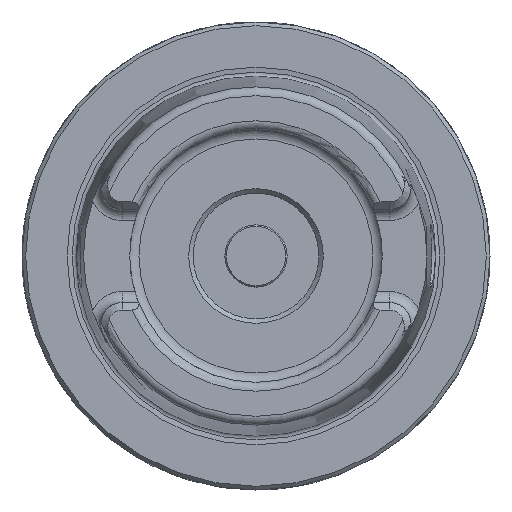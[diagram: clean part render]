
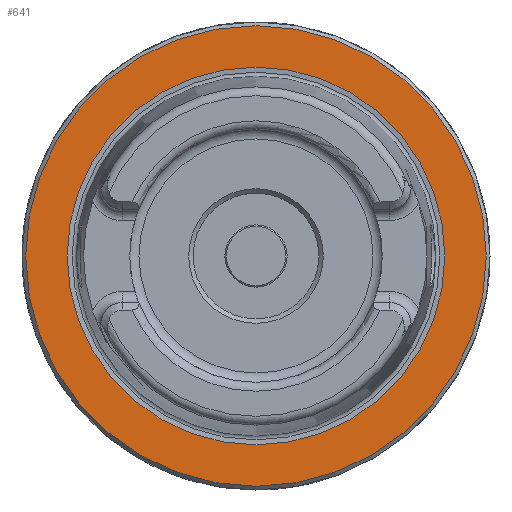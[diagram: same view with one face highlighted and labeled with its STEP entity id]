
A CAD part, left-side view. The second image highlights one B-rep face of the part: STEP entity #641.
In plain terms, the highlighted planar face has unit normal (-1, 0, 0).
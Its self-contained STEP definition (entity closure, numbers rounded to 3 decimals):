
#641 = ADVANCED_FACE( '', ( #1402, #1403 ), #1404, .T. );
#1402 = FACE_OUTER_BOUND( '', #2328, .T. );
#1403 = FACE_BOUND( '', #2329, .T. );
#1404 = PLANE( '', #2330 );
#2328 = EDGE_LOOP( '', ( #4131 ) );
#2329 = EDGE_LOOP( '', ( #4132 ) );
#2330 = AXIS2_PLACEMENT_3D( '', #4133, #4134, #4135 );
#4131 = ORIENTED_EDGE( '', *, *, #5213, .T. );
#4132 = ORIENTED_EDGE( '', *, *, #5461, .F. );
#4133 = CARTESIAN_POINT( '', ( 0., 0., 31. ) );
#4134 = DIRECTION( '', ( -1., 0., 0. ) );
#4135 = DIRECTION( '', ( 0., 0., 1. ) );
#5213 = EDGE_CURVE( '', #6313, #6313, #6314, .T. );
#5461 = EDGE_CURVE( '', #6663, #6663, #6664, .T. );
#6313 = VERTEX_POINT( '', #8544 );
#6314 = CIRCLE( '', #8545, 31. );
#6663 = VERTEX_POINT( '', #9488 );
#6664 = CIRCLE( '', #9489, 25.418 );
#8544 = CARTESIAN_POINT( '', ( 0., 0., 31. ) );
#8545 = AXIS2_PLACEMENT_3D( '', #10333, #10334, #10335 );
#9488 = CARTESIAN_POINT( '', ( 0., 0., 25.418 ) );
#9489 = AXIS2_PLACEMENT_3D( '', #10571, #10572, #10573 );
#10333 = CARTESIAN_POINT( '', ( 0., 0., 0. ) );
#10334 = DIRECTION( '', ( -1., 0., 0. ) );
#10335 = DIRECTION( '', ( 0., 0., 1. ) );
#10571 = CARTESIAN_POINT( '', ( 0., 0., 0. ) );
#10572 = DIRECTION( '', ( -1., 0., 0. ) );
#10573 = DIRECTION( '', ( 0., 0., 1. ) );
